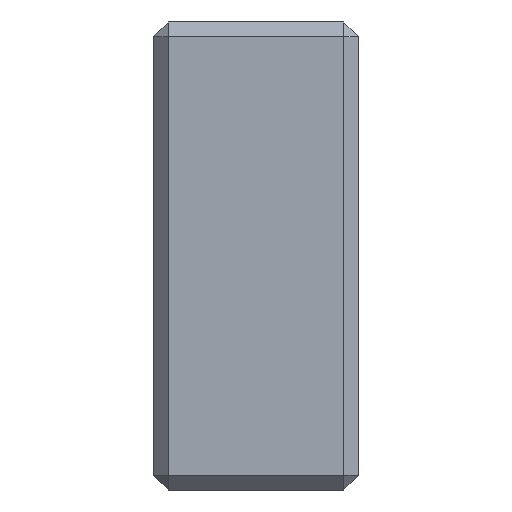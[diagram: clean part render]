
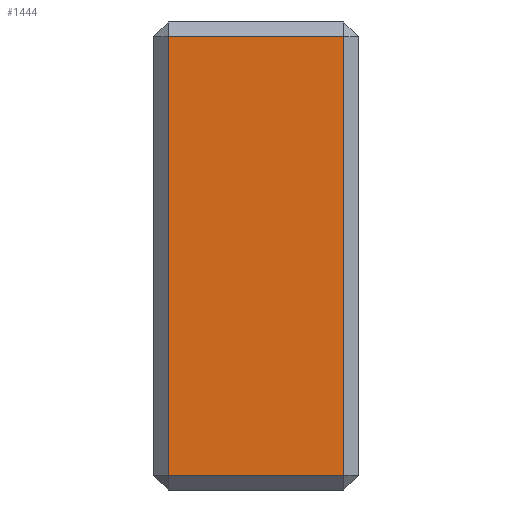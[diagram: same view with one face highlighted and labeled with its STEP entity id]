
A CAD part, left-side view. The second image highlights one B-rep face of the part: STEP entity #1444.
In plain terms, the highlighted planar face has unit normal (-1, 0, 0).
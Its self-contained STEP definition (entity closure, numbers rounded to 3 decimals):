
#75=PLANE('',#1570);
#135=FACE_OUTER_BOUND('',#238,.T.);
#238=EDGE_LOOP('',(#1104,#1105,#1106,#1107));
#347=LINE('',#2217,#492);
#358=LINE('',#2237,#503);
#360=LINE('',#2240,#505);
#361=LINE('',#2242,#506);
#492=VECTOR('',#1759,10.);
#503=VECTOR('',#1778,10.);
#505=VECTOR('',#1782,10.);
#506=VECTOR('',#1785,10.);
#686=VERTEX_POINT('',#2194);
#692=VERTEX_POINT('',#2208);
#695=VERTEX_POINT('',#2222);
#697=VERTEX_POINT('',#2227);
#820=EDGE_CURVE('',#686,#692,#347,.T.);
#831=EDGE_CURVE('',#692,#697,#358,.T.);
#833=EDGE_CURVE('',#697,#695,#360,.T.);
#834=EDGE_CURVE('',#695,#686,#361,.T.);
#1104=ORIENTED_EDGE('',*,*,#820,.F.);
#1105=ORIENTED_EDGE('',*,*,#834,.F.);
#1106=ORIENTED_EDGE('',*,*,#833,.F.);
#1107=ORIENTED_EDGE('',*,*,#831,.F.);
#1444=ADVANCED_FACE('',(#135),#75,.T.);
#1570=AXIS2_PLACEMENT_3D('',#2283,#1829,#1830);
#1759=DIRECTION('',(0.,0.,1.));
#1778=DIRECTION('',(0.,-1.,0.));
#1782=DIRECTION('',(0.,0.,-1.));
#1785=DIRECTION('',(0.,1.,0.));
#1829=DIRECTION('center_axis',(-1.,0.,0.));
#1830=DIRECTION('ref_axis',(0.,1.,0.));
#2194=CARTESIAN_POINT('',(-45.3,-2.925,-10.5));
#2208=CARTESIAN_POINT('',(-45.3,-2.925,4.5));
#2217=CARTESIAN_POINT('',(-45.3,-2.925,5.));
#2222=CARTESIAN_POINT('',(-45.3,-8.925,-10.5));
#2227=CARTESIAN_POINT('',(-45.3,-8.925,4.5));
#2237=CARTESIAN_POINT('',(-45.3,-7.675,4.5));
#2240=CARTESIAN_POINT('',(-45.3,-8.925,5.));
#2242=CARTESIAN_POINT('',(-45.3,-7.675,-10.5));
#2283=CARTESIAN_POINT('Origin',(-45.3,-9.425,5.));
